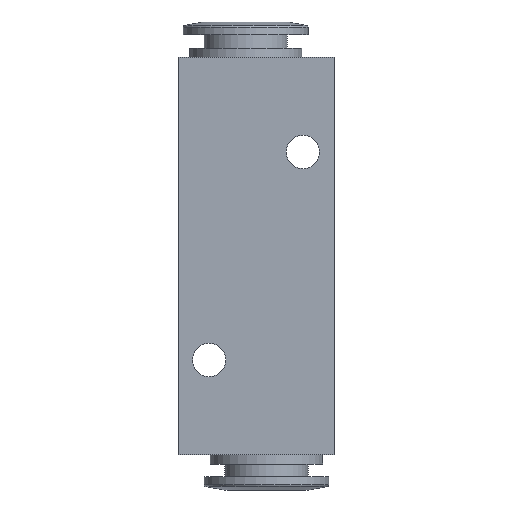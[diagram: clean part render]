
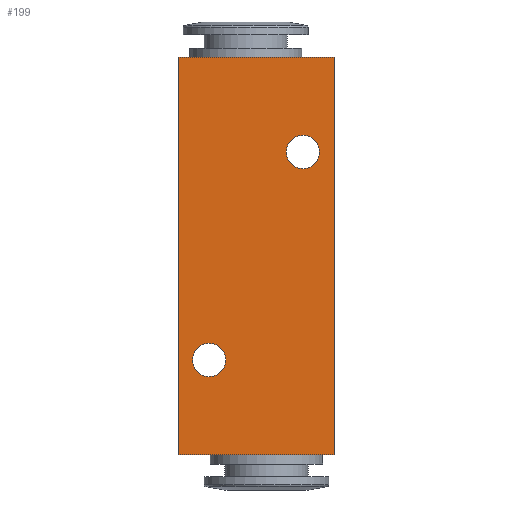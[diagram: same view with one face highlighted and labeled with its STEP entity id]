
A CAD part, front view. The second image highlights one B-rep face of the part: STEP entity #199.
In plain terms, the highlighted planar face has unit normal (0, -1, 0).
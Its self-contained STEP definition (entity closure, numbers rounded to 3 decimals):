
#199 = ADVANCED_FACE( '', ( #429, #430, #431 ), #432, .F. );
#429 = FACE_BOUND( '', #651, .T. );
#430 = FACE_BOUND( '', #652, .T. );
#431 = FACE_OUTER_BOUND( '', #653, .T. );
#432 = PLANE( '', #654 );
#651 = EDGE_LOOP( '', ( #1009 ) );
#652 = EDGE_LOOP( '', ( #1010 ) );
#653 = EDGE_LOOP( '', ( #1011, #1012, #1013, #1014 ) );
#654 = AXIS2_PLACEMENT_3D( '', #1015, #1016, #1017 );
#1009 = ORIENTED_EDGE( '', *, *, #1123, .T. );
#1010 = ORIENTED_EDGE( '', *, *, #1157, .T. );
#1011 = ORIENTED_EDGE( '', *, *, #1088, .T. );
#1012 = ORIENTED_EDGE( '', *, *, #1175, .F. );
#1013 = ORIENTED_EDGE( '', *, *, #1180, .F. );
#1014 = ORIENTED_EDGE( '', *, *, #1167, .T. );
#1015 = CARTESIAN_POINT( '', ( 19.125, 0., 7.5 ) );
#1016 = DIRECTION( '', ( 0., 1., 0. ) );
#1017 = DIRECTION( '', ( 0., 0., 1. ) );
#1088 = EDGE_CURVE( '', #1243, #1247, #1249, .T. );
#1123 = EDGE_CURVE( '', #1302, #1302, #1303, .T. );
#1157 = EDGE_CURVE( '', #1353, #1353, #1354, .T. );
#1167 = EDGE_CURVE( '', #1367, #1243, #1368, .T. );
#1175 = EDGE_CURVE( '', #1376, #1247, #1378, .T. );
#1180 = EDGE_CURVE( '', #1367, #1376, #1384, .T. );
#1243 = VERTEX_POINT( '', #1451 );
#1247 = VERTEX_POINT( '', #1457 );
#1249 = LINE( '', #1460, #1461 );
#1302 = VERTEX_POINT( '', #1522 );
#1303 = CIRCLE( '', #1523, 1.6 );
#1353 = VERTEX_POINT( '', #1582 );
#1354 = CIRCLE( '', #1583, 1.6 );
#1367 = VERTEX_POINT( '', #1597 );
#1368 = LINE( '', #1598, #1599 );
#1376 = VERTEX_POINT( '', #1610 );
#1378 = LINE( '', #1613, #1614 );
#1384 = LINE( '', #1621, #1622 );
#1451 = CARTESIAN_POINT( '', ( -19.125, 0., 7.5 ) );
#1457 = CARTESIAN_POINT( '', ( -19.125, 0., -7.5 ) );
#1460 = CARTESIAN_POINT( '', ( -19.125, 0., 7.5 ) );
#1461 = VECTOR( '', #1688, 1000. );
#1522 = CARTESIAN_POINT( '', ( 11.6, 0., -4.5 ) );
#1523 = AXIS2_PLACEMENT_3D( '', #1736, #1737, #1738 );
#1582 = CARTESIAN_POINT( '', ( -8.4, 0., 4.5 ) );
#1583 = AXIS2_PLACEMENT_3D( '', #1778, #1779, #1780 );
#1597 = CARTESIAN_POINT( '', ( 19.125, 0., 7.5 ) );
#1598 = CARTESIAN_POINT( '', ( 19.125, 0., 7.5 ) );
#1599 = VECTOR( '', #1791, 1000. );
#1610 = CARTESIAN_POINT( '', ( 19.125, 0., -7.5 ) );
#1613 = CARTESIAN_POINT( '', ( 19.125, 0., -7.5 ) );
#1614 = VECTOR( '', #1799, 1000. );
#1621 = CARTESIAN_POINT( '', ( 19.125, 0., 7.5 ) );
#1622 = VECTOR( '', #1804, 1000. );
#1688 = DIRECTION( '', ( 0., 0., -1. ) );
#1736 = CARTESIAN_POINT( '', ( 10., 0., -4.5 ) );
#1737 = DIRECTION( '', ( 0., 1., 0. ) );
#1738 = DIRECTION( '', ( 1., 0., 0. ) );
#1778 = CARTESIAN_POINT( '', ( -10., 0., 4.5 ) );
#1779 = DIRECTION( '', ( 0., 1., 0. ) );
#1780 = DIRECTION( '', ( 1., 0., 0. ) );
#1791 = DIRECTION( '', ( -1., 0., 0. ) );
#1799 = DIRECTION( '', ( -1., 0., 0. ) );
#1804 = DIRECTION( '', ( 0., 0., -1. ) );
